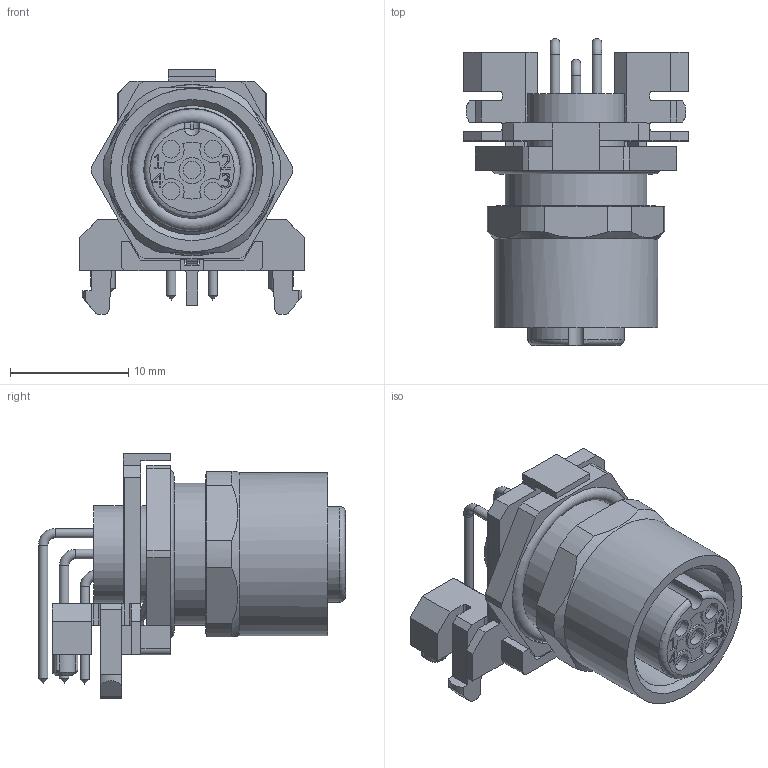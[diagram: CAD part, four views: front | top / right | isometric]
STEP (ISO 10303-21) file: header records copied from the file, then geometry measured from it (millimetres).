
FILE_DESCRIPTION(/* description */ (''),/* implementation_level */ '2;1');
FILE_NAME(/* name */ '100671222ugm000_b.stp',/* time_stamp */ '2022-04-26T18:48:20+02:00',/* author */ (''),/* organization */ (''),/* preprocessor_version */ 'ST-DEVELOPER v16.7',/* originating_system */ 'SIEMENS PLM Software NX 1911',/* authorisation */ '');
FILE_SCHEMA (('AUTOMOTIVE_DESIGN { 1 0 10303 214 3 1 1 1 }'));
Length unit declared in the file: millimetre
Products named in the file (1): 100671222ugm000_b
Bounding box: 19 x 25.96 x 20.7 mm (x, y, z)
Volume: 2855.9 mm3; surface area: 3226.8 mm2
Topology: 1 solids, 1 shells, 327 faces, 902 edges, 588 vertices
Faces by surface type: plane 186, cylinder 88, extrusion 29, cone 13, torus 8, bspline 3
Full cylindrical faces by diameter (mm): 0.8 x8, 1.5 x5, 2.2 x1, 8.15 x2, 8.2 x2, 10.414 x1, 10.92 x1, 12 x1, 13.8 x1
Entity records: 13006 total; most frequent: CARTESIAN_POINT 2634, ORIENTED_EDGE 1692, DIRECTION 1556, EDGE_CURVE 846, VECTOR 592, VERTEX_POINT 577, LINE 563, AXIS2_PLACEMENT_3D 482
